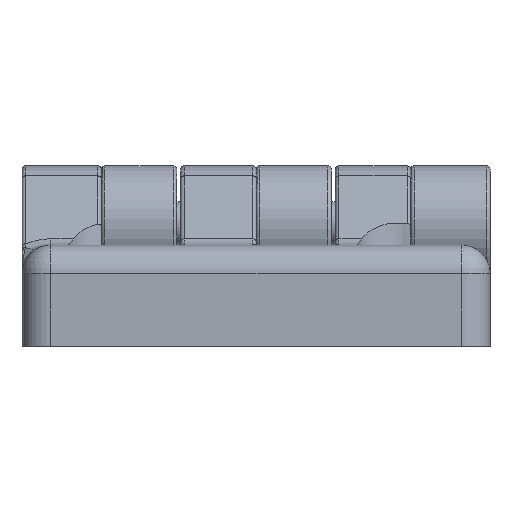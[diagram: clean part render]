
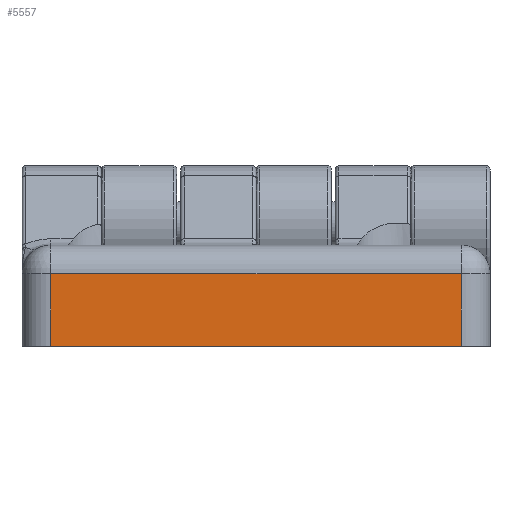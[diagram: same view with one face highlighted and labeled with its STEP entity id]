
A CAD part, left-side view. The second image highlights one B-rep face of the part: STEP entity #5557.
In plain terms, the highlighted planar face has unit normal (-1, 0, 0).
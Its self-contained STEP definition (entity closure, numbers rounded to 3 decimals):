
#331=LINE('',#8291,#635);
#332=LINE('',#8294,#636);
#333=LINE('',#8295,#637);
#334=LINE('',#8296,#638);
#635=VECTOR('',#6946,1000.);
#636=VECTOR('',#6947,1000.);
#637=VECTOR('',#6948,1000.);
#638=VECTOR('',#6949,1000.);
#1574=ORIENTED_EDGE('',*,*,#2378,.T.);
#1575=ORIENTED_EDGE('',*,*,#2379,.T.);
#1576=ORIENTED_EDGE('',*,*,#2380,.T.);
#1577=ORIENTED_EDGE('',*,*,#2381,.T.);
#2378=EDGE_CURVE('',#2824,#2825,#331,.T.);
#2379=EDGE_CURVE('',#2825,#2816,#332,.F.);
#2380=EDGE_CURVE('',#2816,#2820,#333,.F.);
#2381=EDGE_CURVE('',#2820,#2824,#334,.T.);
#2816=VERTEX_POINT('',#8247);
#2820=VERTEX_POINT('',#8256);
#2824=VERTEX_POINT('',#8292);
#2825=VERTEX_POINT('',#8293);
#3331=EDGE_LOOP('',(#1574,#1575,#1576,#1577));
#3599=FACE_BOUND('',#3331,.T.);
#3754=PLANE('',#5951);
#5557=ADVANCED_FACE('',(#3599),#3754,.F.);
#5951=AXIS2_PLACEMENT_3D('',#8290,#6944,#6945);
#6944=DIRECTION('',(1.,0.,0.));
#6945=DIRECTION('',(0.,0.,-1.));
#6946=DIRECTION('',(0.,-1.,0.));
#6947=DIRECTION('',(0.,0.,-1.));
#6948=DIRECTION('',(0.,-1.,0.));
#6949=DIRECTION('',(0.,0.,-1.));
#8247=CARTESIAN_POINT('',(-12.,-28.45,10.));
#8256=CARTESIAN_POINT('',(-12.,28.45,10.));
#8290=CARTESIAN_POINT('',(-12.,32.45,14.));
#8291=CARTESIAN_POINT('',(-12.,32.45,0.));
#8292=CARTESIAN_POINT('',(-12.,28.45,0.));
#8293=CARTESIAN_POINT('',(-12.,-28.45,0.));
#8294=CARTESIAN_POINT('',(-12.,-28.45,14.));
#8295=CARTESIAN_POINT('',(-12.,32.45,10.));
#8296=CARTESIAN_POINT('',(-12.,28.45,14.));
